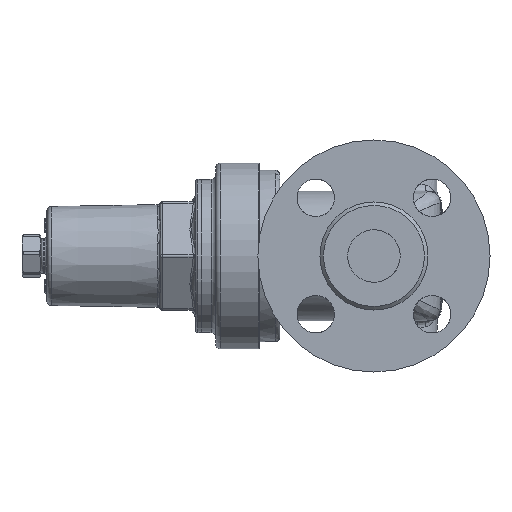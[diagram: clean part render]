
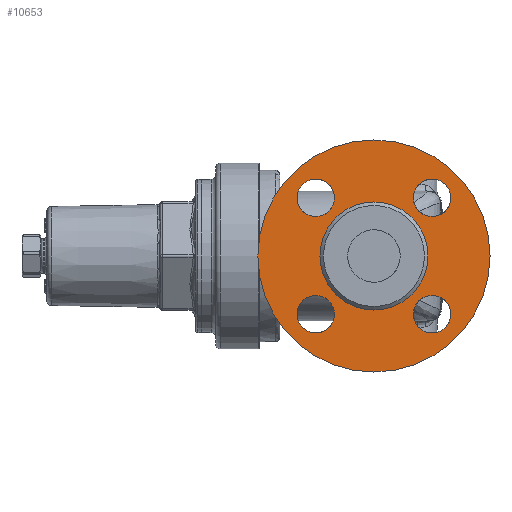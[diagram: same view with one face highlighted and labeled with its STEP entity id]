
A CAD part, left-side view. The second image highlights one B-rep face of the part: STEP entity #10653.
In plain terms, the highlighted planar face has unit normal (-1, 0, 0).
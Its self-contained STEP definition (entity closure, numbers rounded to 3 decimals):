
#2643=FACE_BOUND('',#3354,.T.);
#2644=FACE_BOUND('',#3355,.T.);
#2645=FACE_BOUND('',#3356,.T.);
#2646=FACE_BOUND('',#3357,.T.);
#2647=FACE_BOUND('',#3358,.T.);
#2707=FACE_OUTER_BOUND('',#3353,.T.);
#3353=EDGE_LOOP('',(#7291));
#3354=EDGE_LOOP('',(#7292));
#3355=EDGE_LOOP('',(#7293));
#3356=EDGE_LOOP('',(#7294));
#3357=EDGE_LOOP('',(#7295));
#3358=EDGE_LOOP('',(#7296));
#4042=CIRCLE('',#11335,7.95);
#4043=CIRCLE('',#11337,7.95);
#4044=CIRCLE('',#11339,7.95);
#4045=CIRCLE('',#11341,7.95);
#4047=CIRCLE('',#11347,22.95);
#4048=CIRCLE('',#11349,49.3);
#4509=VERTEX_POINT('',#14911);
#4512=VERTEX_POINT('',#14955);
#4515=VERTEX_POINT('',#14999);
#4518=VERTEX_POINT('',#15043);
#4528=VERTEX_POINT('',#15150);
#4529=VERTEX_POINT('',#15154);
#5574=EDGE_CURVE('',#4509,#4509,#4042,.T.);
#5578=EDGE_CURVE('',#4512,#4512,#4043,.T.);
#5582=EDGE_CURVE('',#4515,#4515,#4044,.T.);
#5586=EDGE_CURVE('',#4518,#4518,#4045,.T.);
#5597=EDGE_CURVE('',#4528,#4528,#4047,.T.);
#5599=EDGE_CURVE('',#4529,#4529,#4048,.T.);
#7291=ORIENTED_EDGE('',*,*,#5599,.F.);
#7292=ORIENTED_EDGE('',*,*,#5574,.T.);
#7293=ORIENTED_EDGE('',*,*,#5578,.T.);
#7294=ORIENTED_EDGE('',*,*,#5582,.T.);
#7295=ORIENTED_EDGE('',*,*,#5586,.T.);
#7296=ORIENTED_EDGE('',*,*,#5597,.T.);
#10508=PLANE('',#11348);
#10653=ADVANCED_FACE('',(#2707,#2643,#2644,#2645,#2646,#2647),#10508,.T.);
#11335=AXIS2_PLACEMENT_3D('',#14912,#12177,#12178);
#11337=AXIS2_PLACEMENT_3D('',#14956,#12182,#12183);
#11339=AXIS2_PLACEMENT_3D('',#15000,#12187,#12188);
#11341=AXIS2_PLACEMENT_3D('',#15044,#12192,#12193);
#11347=AXIS2_PLACEMENT_3D('',#15151,#12205,#12206);
#11348=AXIS2_PLACEMENT_3D('',#15153,#12208,#12209);
#11349=AXIS2_PLACEMENT_3D('',#15155,#12210,#12211);
#12177=DIRECTION('center_axis',(1.,0.,0.));
#12178=DIRECTION('ref_axis',(0.,1.,0.));
#12182=DIRECTION('center_axis',(1.,0.,0.));
#12183=DIRECTION('ref_axis',(0.,0.,
1.));
#12187=DIRECTION('center_axis',(1.,0.,0.));
#12188=DIRECTION('ref_axis',(0.,-1.,0.));
#12192=DIRECTION('center_axis',(1.,0.,0.));
#12193=DIRECTION('ref_axis',(0.,0.,-1.));
#12205=DIRECTION('center_axis',(1.,0.,0.));
#12206=DIRECTION('ref_axis',(0.,0.,-1.));
#12208=DIRECTION('center_axis',(-1.,0.,0.));
#12209=DIRECTION('ref_axis',(0.,0.,1.));
#12210=DIRECTION('center_axis',(1.,0.,0.));
#12211=DIRECTION('ref_axis',(0.,0.,-1.));
#14911=CARTESIAN_POINT('',(-73.5,16.763,24.713));
#14912=CARTESIAN_POINT('Origin',(-73.5,24.713,24.713));
#14955=CARTESIAN_POINT('',(-73.5,-24.713,16.763));
#14956=CARTESIAN_POINT('Origin',(-73.5,-24.713,24.713));
#14999=CARTESIAN_POINT('',(-73.5,-16.763,-24.713));
#15000=CARTESIAN_POINT('Origin',(-73.5,-24.713,-24.713));
#15043=CARTESIAN_POINT('',(-73.5,24.713,-16.763));
#15044=CARTESIAN_POINT('Origin',(-73.5,24.713,-24.713));
#15150=CARTESIAN_POINT('',(-73.5,-22.95,0.));
#15151=CARTESIAN_POINT('Origin',(-73.5,0.,0.));
#15153=CARTESIAN_POINT('Origin',(-73.5,49.3,0.));
#15154=CARTESIAN_POINT('',(-73.5,-49.3,0.));
#15155=CARTESIAN_POINT('Origin',(-73.5,0.,0.));
